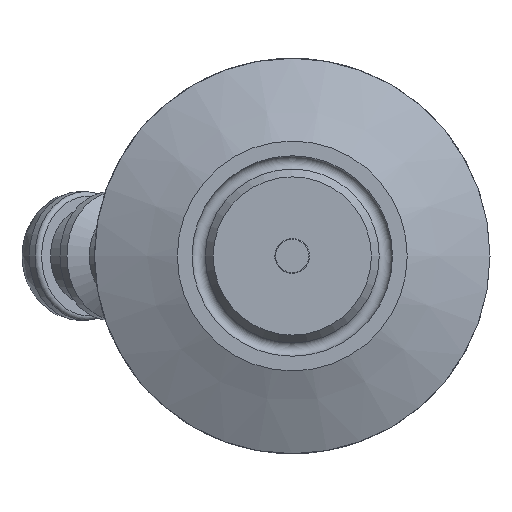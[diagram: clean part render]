
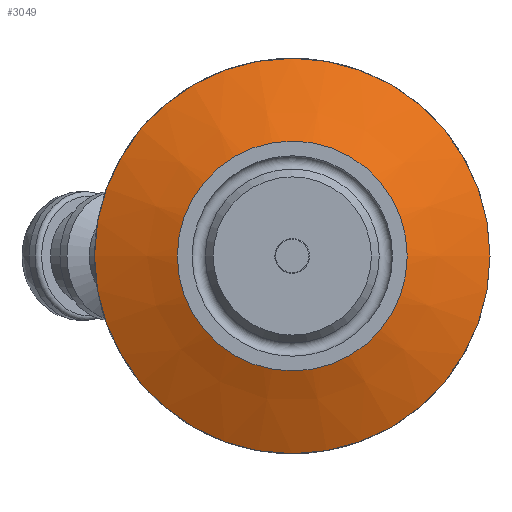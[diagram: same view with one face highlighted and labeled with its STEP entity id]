
A CAD part, front view. The second image highlights one B-rep face of the part: STEP entity #3049.
In plain terms, the highlighted conical face has half-angle 65.376 degrees and reference radius 15.5 mm.
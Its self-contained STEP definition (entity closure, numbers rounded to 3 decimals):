
#197=CONICAL_SURFACE('',#3274,15.5,1.141);
#232=FACE_OUTER_BOUND('',#395,.T.);
#395=EDGE_LOOP('',(#1982,#1983,#1984,#1985,#1986,#1987,#1988));
#578=LINE('',#4713,#721);
#721=VECTOR('',#3746,15.5);
#890=CIRCLE('',#3271,10.083);
#891=CIRCLE('',#3272,10.083);
#892=CIRCLE('',#3273,10.083);
#893=CIRCLE('',#3275,21.5);
#894=CIRCLE('',#3276,21.5);
#1140=VERTEX_POINT('',#4701);
#1141=VERTEX_POINT('',#4703);
#1142=VERTEX_POINT('',#4705);
#1143=VERTEX_POINT('',#4709);
#1144=VERTEX_POINT('',#4710);
#1476=EDGE_CURVE('',#1140,#1141,#890,.T.);
#1477=EDGE_CURVE('',#1141,#1142,#891,.T.);
#1478=EDGE_CURVE('',#1142,#1140,#892,.T.);
#1479=EDGE_CURVE('',#1143,#1144,#893,.T.);
#1480=EDGE_CURVE('',#1144,#1143,#894,.T.);
#1481=EDGE_CURVE('',#1144,#1141,#578,.T.);
#1982=ORIENTED_EDGE('',*,*,#1479,.F.);
#1983=ORIENTED_EDGE('',*,*,#1480,.F.);
#1984=ORIENTED_EDGE('',*,*,#1481,.T.);
#1985=ORIENTED_EDGE('',*,*,#1476,.F.);
#1986=ORIENTED_EDGE('',*,*,#1478,.F.);
#1987=ORIENTED_EDGE('',*,*,#1477,.F.);
#1988=ORIENTED_EDGE('',*,*,#1481,.F.);
#3049=ADVANCED_FACE('',(#232),#197,.T.);
#3271=AXIS2_PLACEMENT_3D('',#4704,#3734,#3735);
#3272=AXIS2_PLACEMENT_3D('',#4706,#3736,#3737);
#3273=AXIS2_PLACEMENT_3D('',#4707,#3738,#3739);
#3274=AXIS2_PLACEMENT_3D('',#4708,#3740,#3741);
#3275=AXIS2_PLACEMENT_3D('',#4711,#3742,#3743);
#3276=AXIS2_PLACEMENT_3D('',#4712,#3744,#3745);
#3734=DIRECTION('center_axis',(0.,-1.,0.));
#3735=DIRECTION('ref_axis',(1.,0.,0.));
#3736=DIRECTION('center_axis',(0.,-1.,0.));
#3737=DIRECTION('ref_axis',(1.,0.,0.));
#3738=DIRECTION('center_axis',(0.,-1.,0.));
#3739=DIRECTION('ref_axis',(1.,0.,0.));
#3740=DIRECTION('center_axis',(0.,1.,0.));
#3741=DIRECTION('ref_axis',(-1.,0.,0.));
#3742=DIRECTION('center_axis',(0.,1.,0.));
#3743=DIRECTION('ref_axis',(-1.,0.,0.));
#3744=DIRECTION('center_axis',(0.,1.,0.));
#3745=DIRECTION('ref_axis',(-1.,0.,0.));
#3746=DIRECTION('',(-0.909,-0.417,0.));
#4701=CARTESIAN_POINT('',(0.,9.767,-10.083));
#4703=CARTESIAN_POINT('',(10.083,9.767,0.));
#4704=CARTESIAN_POINT('Origin',(0.,9.767,0.));
#4705=CARTESIAN_POINT('',(-10.083,9.767,0.));
#4706=CARTESIAN_POINT('Origin',(0.,9.767,0.));
#4707=CARTESIAN_POINT('Origin',(0.,9.767,0.));
#4708=CARTESIAN_POINT('Origin',(0.,12.25,0.));
#4709=CARTESIAN_POINT('',(-21.5,15.,0.));
#4710=CARTESIAN_POINT('',(21.5,15.,0.));
#4711=CARTESIAN_POINT('Origin',(0.,15.,0.));
#4712=CARTESIAN_POINT('Origin',(0.,15.,0.));
#4713=CARTESIAN_POINT('',(15.5,12.25,0.));
